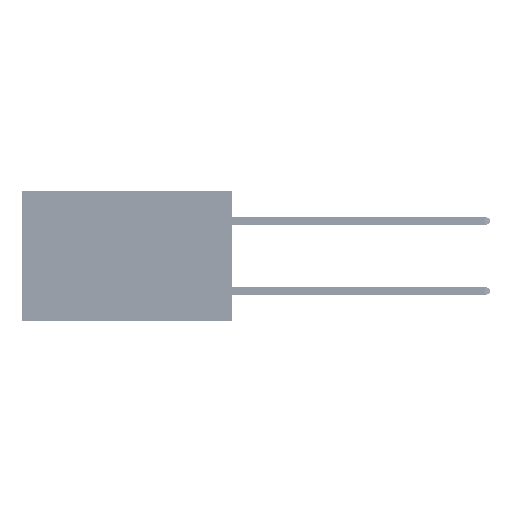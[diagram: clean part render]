
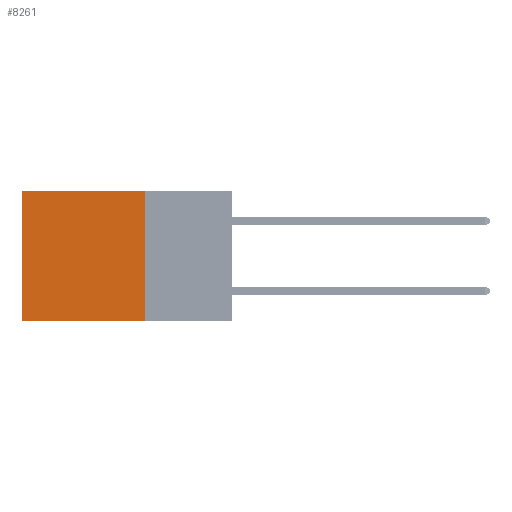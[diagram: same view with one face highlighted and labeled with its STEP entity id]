
A CAD part, left-side view. The second image highlights one B-rep face of the part: STEP entity #8261.
In plain terms, the highlighted planar face has unit normal (-1, 0, 0).
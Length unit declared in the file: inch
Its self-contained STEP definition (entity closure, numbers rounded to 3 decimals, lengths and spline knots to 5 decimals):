
#2146 = EDGE_CURVE ( 'NONE', #32061, #6275, #16614, .T. ) ;
#2282 = PLANE ( 'NONE',  #2378 ) ;
#2378 = AXIS2_PLACEMENT_3D ( 'NONE', #19052, #10621, #30239 ) ;
#4082 = CARTESIAN_POINT ( 'NONE',  ( 0.2875, 0.25, 0. ) ) ;
#6275 = VERTEX_POINT ( 'NONE', #44879 ) ;
#8261 = ADVANCED_FACE ( 'NONE', ( #38513 ), #2282, .F. ) ;
#10621 = DIRECTION ( 'NONE',  ( 1., 0., 0. ) ) ;
#12870 = ORIENTED_EDGE ( 'NONE', *, *, #31957, .T. ) ;
#13232 = ORIENTED_EDGE ( 'NONE', *, *, #21047, .T. ) ;
#15235 = VERTEX_POINT ( 'NONE', #27760 ) ;
#15560 = CARTESIAN_POINT ( 'NONE',  ( 0.2875, 0.25, 0. ) ) ;
#16614 = LINE ( 'NONE', #22502, #26005 ) ;
#19052 = CARTESIAN_POINT ( 'NONE',  ( 0.2875, 0.25, 0. ) ) ;
#21047 = EDGE_CURVE ( 'NONE', #15235, #6275, #45092, .T. ) ;
#21534 = ORIENTED_EDGE ( 'NONE', *, *, #2146, .F. ) ;
#22502 = CARTESIAN_POINT ( 'NONE',  ( 0.2875, 0.25, -0.37 ) ) ;
#24031 = CARTESIAN_POINT ( 'NONE',  ( 0.2875, 0.6, 0. ) ) ;
#26005 = VECTOR ( 'NONE', #26517, 39.37008 ) ;
#26517 = DIRECTION ( 'NONE',  ( 0., 1., 0. ) ) ;
#27760 = CARTESIAN_POINT ( 'NONE',  ( 0.2875, 0.6, 0. ) ) ;
#29245 = DIRECTION ( 'NONE',  ( 0., 1., 0. ) ) ;
#30239 = DIRECTION ( 'NONE',  ( 0., 0., -1. ) ) ;
#31713 = DIRECTION ( 'NONE',  ( 0., 0., -1. ) ) ;
#31957 = EDGE_CURVE ( 'NONE', #34321, #15235, #36520, .T. ) ;
#32061 = VERTEX_POINT ( 'NONE', #46810 ) ;
#34036 = ORIENTED_EDGE ( 'NONE', *, *, #41934, .F. ) ;
#34321 = VERTEX_POINT ( 'NONE', #4082 ) ;
#35919 = EDGE_LOOP ( 'NONE', ( #13232, #21534, #34036, #12870 ) ) ;
#36520 = LINE ( 'NONE', #49259, #43345 ) ;
#38223 = VECTOR ( 'NONE', #31713, 39.37008 ) ;
#38513 = FACE_OUTER_BOUND ( 'NONE', #35919, .T. ) ;
#41161 = VECTOR ( 'NONE', #47276, 39.37008 ) ;
#41934 = EDGE_CURVE ( 'NONE', #34321, #32061, #49888, .T. ) ;
#43345 = VECTOR ( 'NONE', #29245, 39.37008 ) ;
#44879 = CARTESIAN_POINT ( 'NONE',  ( 0.2875, 0.6, -0.37 ) ) ;
#45092 = LINE ( 'NONE', #24031, #38223 ) ;
#46810 = CARTESIAN_POINT ( 'NONE',  ( 0.2875, 0.25, -0.37 ) ) ;
#47276 = DIRECTION ( 'NONE',  ( 0., 0., -1. ) ) ;
#49259 = CARTESIAN_POINT ( 'NONE',  ( 0.2875, 0.25, 0. ) ) ;
#49888 = LINE ( 'NONE', #15560, #41161 ) ;
